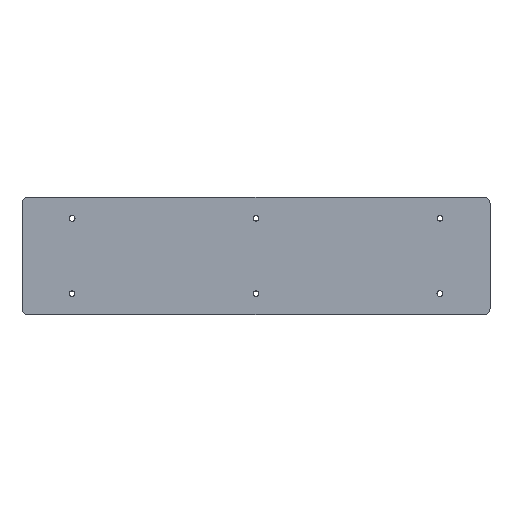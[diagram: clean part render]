
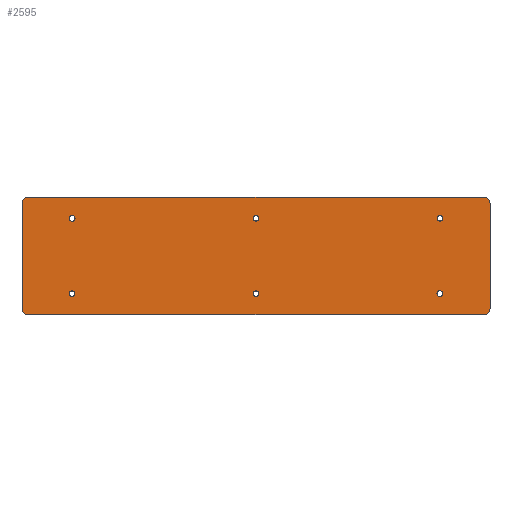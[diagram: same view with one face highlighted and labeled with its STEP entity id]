
A CAD part, top view. The second image highlights one B-rep face of the part: STEP entity #2595.
In plain terms, the highlighted planar face has unit normal (0, 0, 1).
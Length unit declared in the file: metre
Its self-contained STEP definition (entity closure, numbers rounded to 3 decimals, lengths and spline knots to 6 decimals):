
#52=CIRCLE('',#2710,0.00254);
#53=CIRCLE('',#2712,0.00254);
#54=CIRCLE('',#2715,0.00254);
#55=CIRCLE('',#2717,0.00254);
#63=CIRCLE('',#2760,0.00125);
#65=CIRCLE('',#2764,0.00125);
#67=CIRCLE('',#2768,0.00125);
#69=CIRCLE('',#2772,0.00125);
#71=CIRCLE('',#2776,0.00125);
#73=CIRCLE('',#2780,0.00125);
#644=ORIENTED_EDGE('',*,*,#1092,.F.);
#645=ORIENTED_EDGE('',*,*,#1053,.F.);
#646=ORIENTED_EDGE('',*,*,#806,.F.);
#647=ORIENTED_EDGE('',*,*,#1060,.F.);
#648=ORIENTED_EDGE('',*,*,#1064,.F.);
#649=ORIENTED_EDGE('',*,*,#1065,.F.);
#650=ORIENTED_EDGE('',*,*,#834,.F.);
#651=ORIENTED_EDGE('',*,*,#1069,.F.);
#652=ORIENTED_EDGE('',*,*,#1118,.F.);
#653=ORIENTED_EDGE('',*,*,#1120,.F.);
#654=ORIENTED_EDGE('',*,*,#1122,.F.);
#655=ORIENTED_EDGE('',*,*,#1124,.F.);
#656=ORIENTED_EDGE('',*,*,#1126,.F.);
#657=ORIENTED_EDGE('',*,*,#1128,.F.);
#806=EDGE_CURVE('',#1169,#1170,#1422,.T.);
#834=EDGE_CURVE('',#1197,#1198,#1450,.T.);
#1053=EDGE_CURVE('',#1170,#1365,#52,.T.);
#1060=EDGE_CURVE('',#1370,#1169,#53,.T.);
#1064=EDGE_CURVE('',#1373,#1370,#1658,.T.);
#1065=EDGE_CURVE('',#1198,#1373,#54,.T.);
#1069=EDGE_CURVE('',#1376,#1197,#55,.T.);
#1092=EDGE_CURVE('',#1365,#1376,#1683,.T.);
#1118=EDGE_CURVE('',#1392,#1392,#63,.T.);
#1120=EDGE_CURVE('',#1394,#1394,#65,.T.);
#1122=EDGE_CURVE('',#1396,#1396,#67,.T.);
#1124=EDGE_CURVE('',#1398,#1398,#69,.T.);
#1126=EDGE_CURVE('',#1400,#1400,#71,.T.);
#1128=EDGE_CURVE('',#1402,#1402,#73,.T.);
#1169=VERTEX_POINT('',#3502);
#1170=VERTEX_POINT('',#3504);
#1197=VERTEX_POINT('',#3559);
#1198=VERTEX_POINT('',#3561);
#1365=VERTEX_POINT('',#3992);
#1370=VERTEX_POINT('',#4004);
#1373=VERTEX_POINT('',#4012);
#1376=VERTEX_POINT('',#4022);
#1392=VERTEX_POINT('',#4123);
#1394=VERTEX_POINT('',#4129);
#1396=VERTEX_POINT('',#4135);
#1398=VERTEX_POINT('',#4141);
#1400=VERTEX_POINT('',#4147);
#1402=VERTEX_POINT('',#4153);
#1422=LINE('',#3503,#1743);
#1450=LINE('',#3560,#1771);
#1658=LINE('',#4013,#1979);
#1683=LINE('',#4066,#2004);
#1743=VECTOR('',#2827,1.);
#1771=VECTOR('',#2857,1.);
#1979=VECTOR('',#3203,1.);
#2004=VECTOR('',#3268,1.);
#2181=EDGE_LOOP('',(#644,#645,#646,#647,#648,#649,#650,#651));
#2182=EDGE_LOOP('',(#652));
#2183=EDGE_LOOP('',(#653));
#2184=EDGE_LOOP('',(#654));
#2185=EDGE_LOOP('',(#655));
#2186=EDGE_LOOP('',(#656));
#2187=EDGE_LOOP('',(#657));
#2345=FACE_BOUND('',#2181,.T.);
#2346=FACE_BOUND('',#2182,.T.);
#2347=FACE_BOUND('',#2183,.T.);
#2348=FACE_BOUND('',#2184,.T.);
#2349=FACE_BOUND('',#2185,.T.);
#2350=FACE_BOUND('',#2186,.T.);
#2351=FACE_BOUND('',#2187,.T.);
#2463=PLANE('',#2782);
#2595=ADVANCED_FACE('',(#2345,#2346,#2347,#2348,#2349,#2350,#2351),#2463,
 .T.);
#2710=AXIS2_PLACEMENT_3D('',#3991,#3186,#3187);
#2712=AXIS2_PLACEMENT_3D('',#4005,#3196,#3197);
#2715=AXIS2_PLACEMENT_3D('',#4015,#3206,#3207);
#2717=AXIS2_PLACEMENT_3D('',#4023,#3213,#3214);
#2760=AXIS2_PLACEMENT_3D('',#4122,#3340,#3341);
#2764=AXIS2_PLACEMENT_3D('',#4128,#3348,#3349);
#2768=AXIS2_PLACEMENT_3D('',#4134,#3356,#3357);
#2772=AXIS2_PLACEMENT_3D('',#4140,#3364,#3365);
#2776=AXIS2_PLACEMENT_3D('',#4146,#3372,#3373);
#2780=AXIS2_PLACEMENT_3D('',#4152,#3380,#3381);
#2782=AXIS2_PLACEMENT_3D('',#4155,#3384,#3385);
#2827=DIRECTION('',(1.,0.,0.));
#2857=DIRECTION('',(-1.,0.,0.));
#3186=DIRECTION('',(0.,0.,-1.));
#3187=DIRECTION('',(0.,1.,0.));
#3196=DIRECTION('',(0.,0.,-1.));
#3197=DIRECTION('',(-1.,0.,0.));
#3203=DIRECTION('',(0.,1.,0.));
#3206=DIRECTION('',(0.,0.,-1.));
#3207=DIRECTION('',(0.,-1.,0.));
#3213=DIRECTION('',(0.,0.,-1.));
#3214=DIRECTION('',(1.,0.,0.));
#3268=DIRECTION('',(0.,-1.,0.));
#3340=DIRECTION('',(0.,0.,1.));
#3341=DIRECTION('',(1.,0.,0.));
#3348=DIRECTION('',(0.,0.,1.));
#3349=DIRECTION('',(1.,0.,0.));
#3356=DIRECTION('',(0.,0.,1.));
#3357=DIRECTION('',(1.,0.,0.));
#3364=DIRECTION('',(0.,0.,1.));
#3365=DIRECTION('',(1.,0.,0.));
#3372=DIRECTION('',(0.,0.,1.));
#3373=DIRECTION('',(1.,0.,0.));
#3380=DIRECTION('',(0.,0.,1.));
#3381=DIRECTION('',(1.,0.,0.));
#3384=DIRECTION('',(0.,0.,1.));
#3385=DIRECTION('',(1.,0.,0.));
#3502=CARTESIAN_POINT('',(-0.09906,0.0254,0.0081));
#3503=CARTESIAN_POINT('',(0.08255,0.0254,0.0081));
#3504=CARTESIAN_POINT('',(0.09906,0.0254,0.0081));
#3559=CARTESIAN_POINT('',(0.09906,-0.0254,0.0081));
#3560=CARTESIAN_POINT('',(0.09906,-0.0254,0.0081));
#3561=CARTESIAN_POINT('',(-0.09906,-0.0254,0.0081));
#3991=CARTESIAN_POINT('',(0.09906,0.02286,0.0081));
#3992=CARTESIAN_POINT('',(0.1016,0.02286,0.0081));
#4004=CARTESIAN_POINT('',(-0.1016,0.02286,0.0081));
#4005=CARTESIAN_POINT('',(-0.09906,0.02286,0.0081));
#4012=CARTESIAN_POINT('',(-0.1016,-0.02286,0.0081));
#4013=CARTESIAN_POINT('',(-0.1016,-0.02286,0.0081));
#4015=CARTESIAN_POINT('',(-0.09906,-0.02286,0.0081));
#4022=CARTESIAN_POINT('',(0.1016,-0.02286,0.0081));
#4023=CARTESIAN_POINT('',(0.09906,-0.02286,0.0081));
#4066=CARTESIAN_POINT('',(0.1016,0.02286,0.0081));
#4122=CARTESIAN_POINT('',(0.07982,-0.01632,0.0081));
#4123=CARTESIAN_POINT('',(0.08107,-0.01632,0.0081));
#4128=CARTESIAN_POINT('',(0.,0.016397,0.0081));
#4129=CARTESIAN_POINT('',(0.00125,0.016397,0.0081));
#4134=CARTESIAN_POINT('',(0.,-0.016397,0.0081));
#4135=CARTESIAN_POINT('',(0.00125,-0.016397,0.0081));
#4140=CARTESIAN_POINT('',(-0.07982,0.01632,0.0081));
#4141=CARTESIAN_POINT('',(-0.07857,0.01632,0.0081));
#4146=CARTESIAN_POINT('',(0.079897,0.016397,0.0081));
#4147=CARTESIAN_POINT('',(0.081147,0.016397,0.0081));
#4152=CARTESIAN_POINT('',(-0.079897,-0.016397,0.0081));
#4153=CARTESIAN_POINT('',(-0.078647,-0.016397,0.0081));
#4155=CARTESIAN_POINT('',(0.,0.,0.0081));
